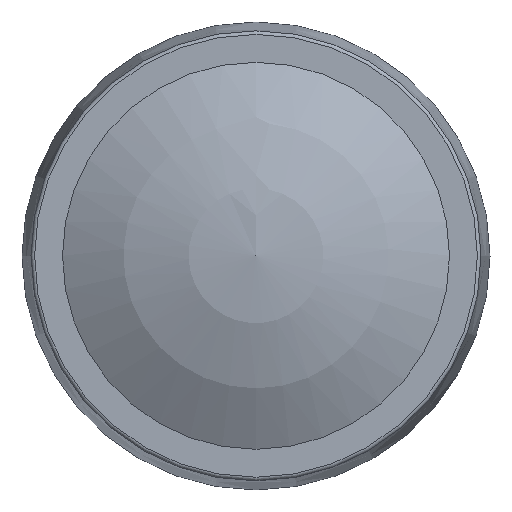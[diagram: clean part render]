
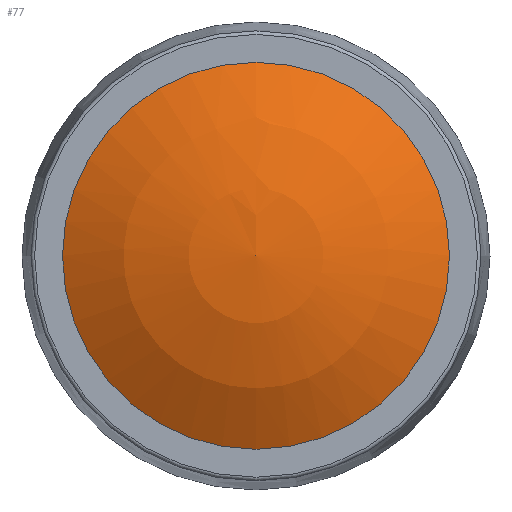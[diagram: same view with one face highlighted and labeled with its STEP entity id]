
A CAD part, top view. The second image highlights one B-rep face of the part: STEP entity #77.
In plain terms, the highlighted spherical face has radius 20.76 mm.
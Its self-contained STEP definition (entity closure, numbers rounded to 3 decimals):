
#77 = ADVANCED_FACE( '', ( #161 ), #162, .T. );
#161 = FACE_OUTER_BOUND( '', #243, .T. );
#162 = SPHERICAL_SURFACE( '', #244, 20.76 );
#243 = EDGE_LOOP( '', ( #371 ) );
#244 = AXIS2_PLACEMENT_3D( '', #372, #373, #374 );
#371 = ORIENTED_EDGE( '', *, *, #417, .T. );
#372 = CARTESIAN_POINT( '', ( 0., 0., -5.76 ) );
#373 = DIRECTION( '', ( 0., 0., 1. ) );
#374 = DIRECTION( '', ( 0., 1., 0. ) );
#417 = EDGE_CURVE( '', #475, #475, #476, .T. );
#475 = VERTEX_POINT( '', #550 );
#476 = CIRCLE( '', #551, 10.75 );
#550 = CARTESIAN_POINT( '', ( 10.75, 0., 12. ) );
#551 = AXIS2_PLACEMENT_3D( '', #645, #646, #647 );
#645 = CARTESIAN_POINT( '', ( 0., 0., 12. ) );
#646 = DIRECTION( '', ( 0., 0., 1. ) );
#647 = DIRECTION( '', ( 1., 0., 0. ) );
